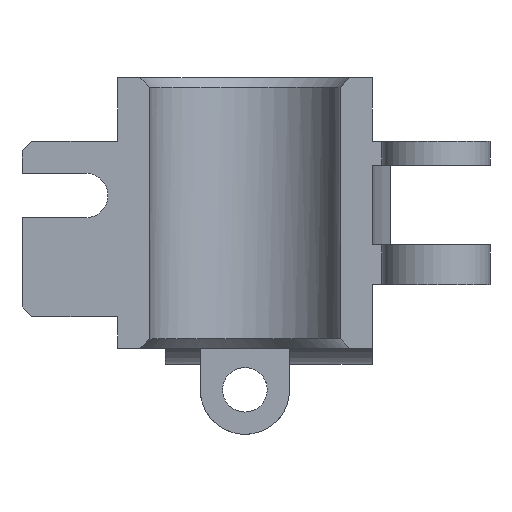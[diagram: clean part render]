
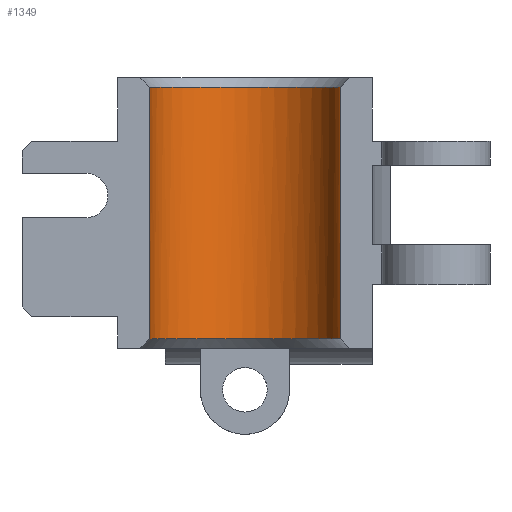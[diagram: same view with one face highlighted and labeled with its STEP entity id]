
A CAD part, front view. The second image highlights one B-rep face of the part: STEP entity #1349.
In plain terms, the highlighted free-form (B-spline) face has degree [2, 1] with [5, 2] control points.
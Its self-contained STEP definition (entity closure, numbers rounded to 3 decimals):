
#1349 = ADVANCED_FACE('',(#1350),#1386,.F.);
#1350 = FACE_BOUND('',#1351,.F.);
#1351 = EDGE_LOOP('',(#1352,#1361,#1371,#1378));
#1352 = ORIENTED_EDGE('',*,*,#1353,.F.);
#1353 = EDGE_CURVE('',#1354,#1356,#1358,.T.);
#1354 = VERTEX_POINT('',#1355);
#1355 = CARTESIAN_POINT('',(41.551,0.,-113.571));
#1356 = VERTEX_POINT('',#1357);
#1357 = CARTESIAN_POINT('',(41.551,0.,-4.155));
#1358 = B_SPLINE_CURVE_WITH_KNOTS('',1,(#1359,#1360),.UNSPECIFIED.,.F.,
  .F.,(2,2),(3.,82.),.PIECEWISE_BEZIER_KNOTS.);
#1359 = CARTESIAN_POINT('',(41.551,0.,-113.571));
#1360 = CARTESIAN_POINT('',(41.551,0.,-4.155));
#1361 = ORIENTED_EDGE('',*,*,#1362,.F.);
#1362 = EDGE_CURVE('',#1363,#1354,#1365,.T.);
#1363 = VERTEX_POINT('',#1364);
#1364 = CARTESIAN_POINT('',(-41.551,0.,-113.571));
#1365 = ( BOUNDED_CURVE() B_SPLINE_CURVE(2,(#1366,#1367,#1368,#1369,
#1370),.UNSPECIFIED.,.F.,.F.) B_SPLINE_CURVE_WITH_KNOTS((3,2,3),(
    3.142,4.712,6.283),
.PIECEWISE_BEZIER_KNOTS.) CURVE() GEOMETRIC_REPRESENTATION_ITEM() 
RATIONAL_B_SPLINE_CURVE((1.,0.707,1.,0.707,1.)) 
REPRESENTATION_ITEM('') );
#1366 = CARTESIAN_POINT('',(-41.551,0.,
    -113.571));
#1367 = CARTESIAN_POINT('',(-41.551,41.551,
    -113.571));
#1368 = CARTESIAN_POINT('',(0.,41.551,
    -113.571));
#1369 = CARTESIAN_POINT('',(41.551,41.551,
    -113.571));
#1370 = CARTESIAN_POINT('',(41.551,0.,
    -113.571));
#1371 = ORIENTED_EDGE('',*,*,#1372,.T.);
#1372 = EDGE_CURVE('',#1363,#1373,#1375,.T.);
#1373 = VERTEX_POINT('',#1374);
#1374 = CARTESIAN_POINT('',(-41.551,0.,-4.155));
#1375 = B_SPLINE_CURVE_WITH_KNOTS('',1,(#1376,#1377),.UNSPECIFIED.,.F.,
  .F.,(2,2),(3.,82.),.PIECEWISE_BEZIER_KNOTS.);
#1376 = CARTESIAN_POINT('',(-41.551,0.,-113.571));
#1377 = CARTESIAN_POINT('',(-41.551,0.,-4.155));
#1378 = ORIENTED_EDGE('',*,*,#1379,.F.);
#1379 = EDGE_CURVE('',#1356,#1373,#1380,.T.);
#1380 = ( BOUNDED_CURVE() B_SPLINE_CURVE(2,(#1381,#1382,#1383,#1384,
#1385),.UNSPECIFIED.,.F.,.F.) B_SPLINE_CURVE_WITH_KNOTS((3,2,3),(0.,
1.571,3.142),.PIECEWISE_BEZIER_KNOTS.) CURVE() 
GEOMETRIC_REPRESENTATION_ITEM() RATIONAL_B_SPLINE_CURVE((1.,
0.707,1.,0.707,1.)) REPRESENTATION_ITEM('') );
#1381 = CARTESIAN_POINT('',(41.551,0.,-4.155));
#1382 = CARTESIAN_POINT('',(41.551,41.551,
    -4.155));
#1383 = CARTESIAN_POINT('',(0.,41.551,
    -4.155));
#1384 = CARTESIAN_POINT('',(-41.551,41.551,
    -4.155));
#1385 = CARTESIAN_POINT('',(-41.551,0.,
    -4.155));
#1386 = ( BOUNDED_SURFACE() B_SPLINE_SURFACE(2,1,(
    (#1387,#1388)
    ,(#1389,#1390)
    ,(#1391,#1392)
    ,(#1393,#1394)
    ,(#1395,#1396
)),.UNSPECIFIED.,.F.,.F.,.F.) B_SPLINE_SURFACE_WITH_KNOTS((3,2,3),(2,2),
  (0.,1.571,3.142),(3.,82.),.PIECEWISE_BEZIER_KNOTS.) 
GEOMETRIC_REPRESENTATION_ITEM() RATIONAL_B_SPLINE_SURFACE((
    (1.,1.)
    ,(0.707,0.707)
    ,(1.,1.)
    ,(0.707,0.707)
,(1.,1.))) REPRESENTATION_ITEM('') SURFACE() );
#1387 = CARTESIAN_POINT('',(41.551,0.,-113.571));
#1388 = CARTESIAN_POINT('',(41.551,0.,-4.155));
#1389 = CARTESIAN_POINT('',(41.551,41.551,
    -113.571));
#1390 = CARTESIAN_POINT('',(41.551,41.551,
    -4.155));
#1391 = CARTESIAN_POINT('',(0.,41.551,
    -113.571));
#1392 = CARTESIAN_POINT('',(0.,41.551,
    -4.155));
#1393 = CARTESIAN_POINT('',(-41.551,41.551,
    -113.571));
#1394 = CARTESIAN_POINT('',(-41.551,41.551,
    -4.155));
#1395 = CARTESIAN_POINT('',(-41.551,0.,
    -113.571));
#1396 = CARTESIAN_POINT('',(-41.551,0.,
    -4.155));
